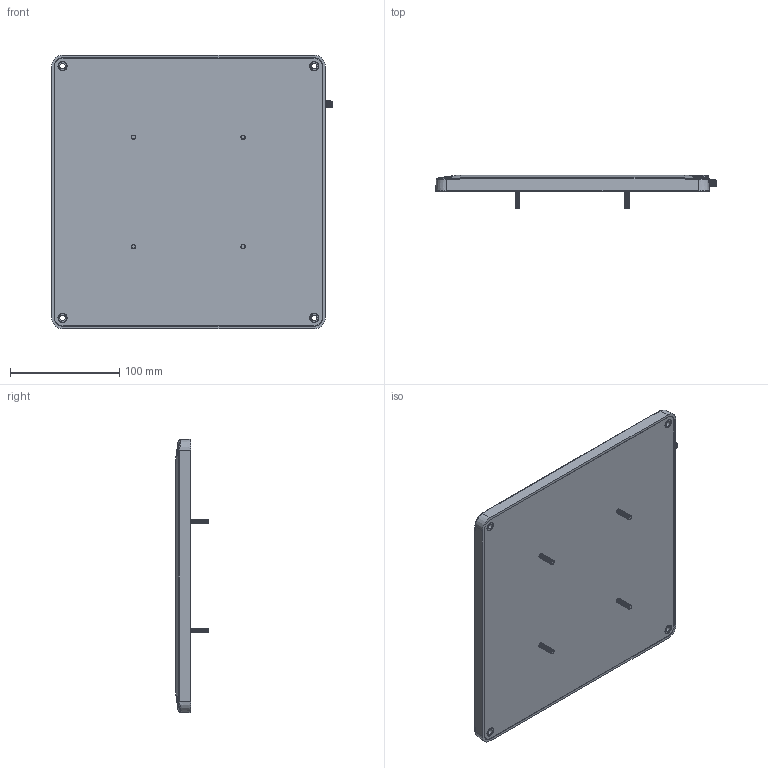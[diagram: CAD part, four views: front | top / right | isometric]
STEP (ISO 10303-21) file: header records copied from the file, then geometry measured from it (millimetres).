
FILE_DESCRIPTION (( 'STEP AP214' ), '1' );
FILE_NAME ('A5010 Stud Antenna (White) RevA 8-7-19 (Visual Details - AP214).STEP', '2025-02-16T20:39:19', ( '' ), ( '' ), 'SwSTEP 2.0', 'SolidWorks 2019', '' );
FILE_SCHEMA (( 'AUTOMOTIVE_DESIGN' ));
Length unit declared in the file: millimetre
Products named in the file (1): A5010 Stud Antenna (White) RevA 8-7-19 (Visual Details - AP214)
Bounding box: 256.55 x 30 x 250 mm (x, y, z)
Volume: 845389.5 mm3; surface area: 262103.5 mm2
Topology: 10 solids, 10 shells, 467 faces, 1201 edges, 769 vertices
Faces by surface type: cylinder 284, plane 84, bspline 43, torus 30, cone 26
Entity records: 35321 total; most frequent: CARTESIAN_POINT 20110, ORIENTED_EDGE 2398, DIRECTION 1772, EDGE_CURVE 1199, VERTEX_POINT 769, AXIS2_PLACEMENT_3D 677, EDGE_LOOP 506, UNCERTAINTY_MEASURE_WITH_UNIT 479
